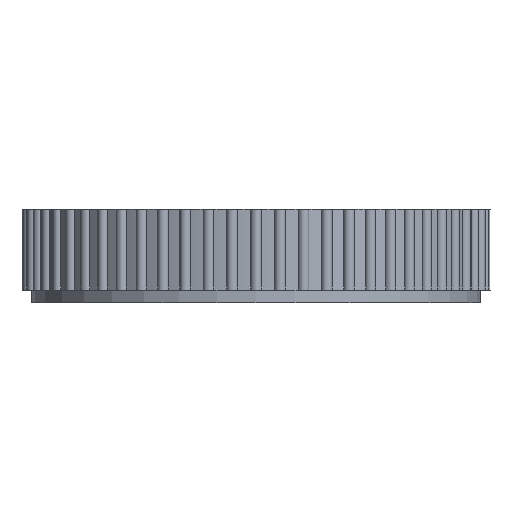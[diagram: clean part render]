
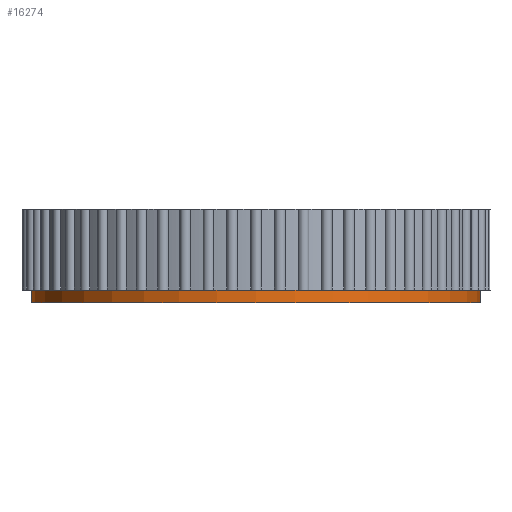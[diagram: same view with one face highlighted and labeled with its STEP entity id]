
A CAD part, front view. The second image highlights one B-rep face of the part: STEP entity #16274.
In plain terms, the highlighted cylindrical face has radius 41.25 mm (diameter 82.5 mm), a full revolution.
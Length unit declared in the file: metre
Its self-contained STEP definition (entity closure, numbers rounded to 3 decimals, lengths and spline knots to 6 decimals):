
#2055=CIRCLE('',#17555,0.04125);
#2257=CIRCLE('',#18255,0.04125);
#7136=ORIENTED_EDGE('',*,*,#9946,.F.);
#7137=ORIENTED_EDGE('',*,*,#8952,.T.);
#8952=EDGE_CURVE('',#11389,#11389,#2055,.F.);
#9946=EDGE_CURVE('',#11589,#11589,#2257,.T.);
#11389=VERTEX_POINT('',#34635);
#11589=VERTEX_POINT('',#44445);
#13895=EDGE_LOOP('',(#7136));
#13896=EDGE_LOOP('',(#7137));
#14825=FACE_BOUND('',#13895,.T.);
#14826=FACE_BOUND('',#13896,.T.);
#15351=CYLINDRICAL_SURFACE('',#18254,0.04125);
#16274=ADVANCED_FACE('',(#14825,#14826),#15351,.T.);
#17555=AXIS2_PLACEMENT_3D('',#34634,#20856,#20857);
#18254=AXIS2_PLACEMENT_3D('',#44443,#22848,#22849);
#18255=AXIS2_PLACEMENT_3D('',#44444,#22850,#22851);
#20856=DIRECTION('',(0.,0.,1.));
#20857=DIRECTION('',(1.,0.,0.));
#22848=DIRECTION('',(0.,0.,1.));
#22849=DIRECTION('',(1.,0.,0.));
#22850=DIRECTION('',(0.,0.,-1.));
#22851=DIRECTION('',(-1.,0.,0.));
#34634=CARTESIAN_POINT('',(0.,0.,-0.0074));
#34635=CARTESIAN_POINT('',(0.04125,0.,-0.0074));
#44443=CARTESIAN_POINT('',(0.,0.,-0.0097));
#44444=CARTESIAN_POINT('',(0.,0.,-0.0097));
#44445=CARTESIAN_POINT('',(-0.04125,0.,-0.0097));
